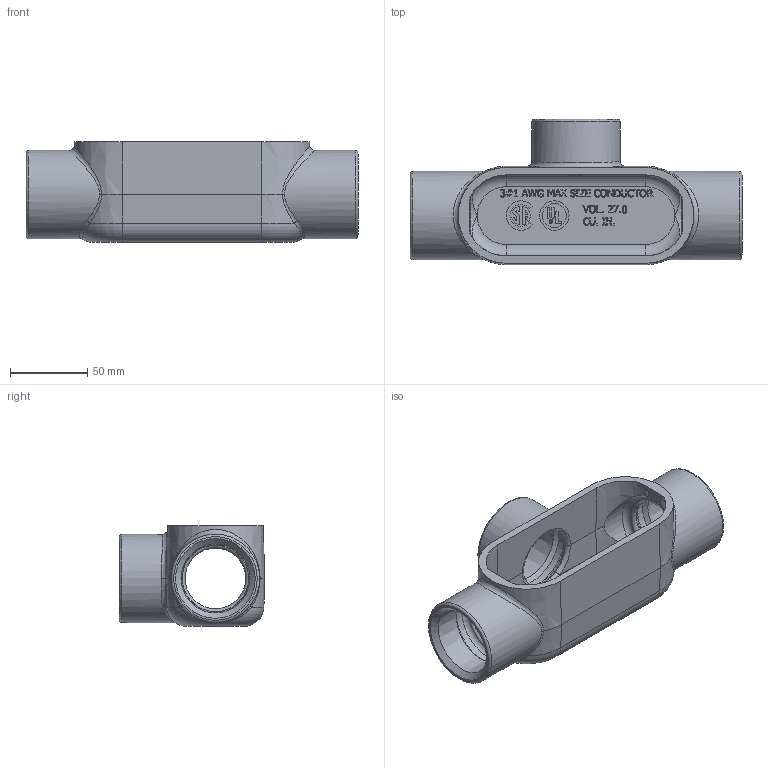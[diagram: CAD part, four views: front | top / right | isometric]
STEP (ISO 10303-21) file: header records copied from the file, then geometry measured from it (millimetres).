
FILE_DESCRIPTION(/* description */ (''),/* implementation_level */ '2;1');
FILE_NAME(/* name */ 'KIL_T57.stp',/* time_stamp */ '2019-02-13T11:20:19+06:00',/* author */ ('avenkatesan'),/* organization */ (''),/* preprocessor_version */ 'ST-DEVELOPER v17',/* originating_system */ 'Autodesk Inventor 2018',/* authorisation */ '');
FILE_SCHEMA (('AUTOMOTIVE_DESIGN { 1 0 10303 214 3 1 1 }'));
Length unit declared in the file: inch
Products named in the file (1): 17699-2
Bounding box: 214.8 x 94.02 x 65.07 mm (x, y, z)
Volume: 209200.9 mm3; surface area: 87648.4 mm2
Topology: 1 solids, 1 shells, 819 faces, 2241 edges, 1489 vertices
Faces by surface type: plane 500, bspline 234, cylinder 38, cone 28, torus 19
Full cylindrical faces by diameter (mm): 1.772 x1, 2.115 x1, 15.526 x1, 19.05 x1, 48.412 x3, 57.15 x3
Entity records: 31052 total; most frequent: CARTESIAN_POINT 11725, ORIENTED_EDGE 4482, DIRECTION 3091, EDGE_CURVE 2241, LINE 1533, VECTOR 1533, VERTEX_POINT 1489, EDGE_LOOP 890
